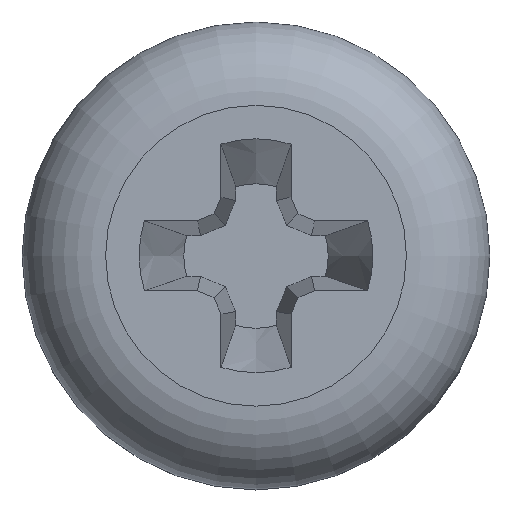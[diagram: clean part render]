
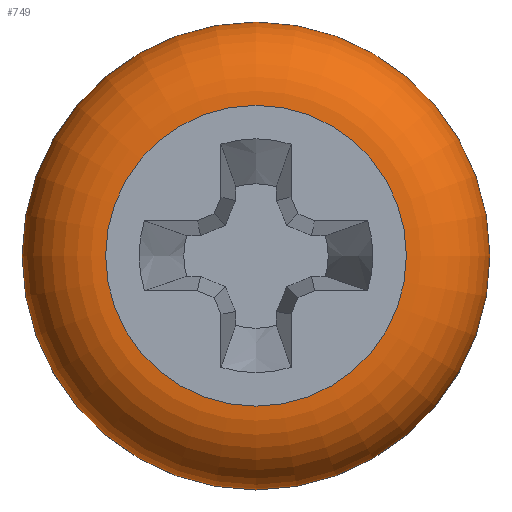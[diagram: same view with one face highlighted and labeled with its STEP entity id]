
A CAD part, top view. The second image highlights one B-rep face of the part: STEP entity #749.
In plain terms, the highlighted toroidal (fillet/blend) face has major radius 1.607 mm and minor radius 0.892 mm.
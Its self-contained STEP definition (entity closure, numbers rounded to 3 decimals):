
#42=TOROIDAL_SURFACE('',#817,1.608,0.893);
#61=FACE_OUTER_BOUND('',#102,.T.);
#102=EDGE_LOOP('',(#551,#552,#553,#554,#555,#556,#557));
#139=CIRCLE('',#818,2.5);
#140=CIRCLE('',#819,2.5);
#141=CIRCLE('',#820,0.893);
#142=CIRCLE('',#821,1.608);
#143=CIRCLE('',#822,1.608);
#144=CIRCLE('',#823,2.5);
#334=VERTEX_POINT('',#3069);
#335=VERTEX_POINT('',#3070);
#336=VERTEX_POINT('',#3072);
#337=VERTEX_POINT('',#3074);
#338=VERTEX_POINT('',#3076);
#424=EDGE_CURVE('',#334,#335,#139,.T.);
#425=EDGE_CURVE('',#336,#334,#140,.T.);
#426=EDGE_CURVE('',#336,#337,#141,.T.);
#427=EDGE_CURVE('',#337,#338,#142,.T.);
#428=EDGE_CURVE('',#338,#337,#143,.T.);
#429=EDGE_CURVE('',#335,#336,#144,.T.);
#551=ORIENTED_EDGE('',*,*,#424,.F.);
#552=ORIENTED_EDGE('',*,*,#425,.F.);
#553=ORIENTED_EDGE('',*,*,#426,.T.);
#554=ORIENTED_EDGE('',*,*,#427,.T.);
#555=ORIENTED_EDGE('',*,*,#428,.T.);
#556=ORIENTED_EDGE('',*,*,#426,.F.);
#557=ORIENTED_EDGE('',*,*,#429,.F.);
#749=ADVANCED_FACE('',(#61),#42,.T.);
#817=AXIS2_PLACEMENT_3D('',#3068,#909,#910);
#818=AXIS2_PLACEMENT_3D('',#3071,#911,#912);
#819=AXIS2_PLACEMENT_3D('',#3073,#913,#914);
#820=AXIS2_PLACEMENT_3D('',#3075,#915,#916);
#821=AXIS2_PLACEMENT_3D('',#3077,#917,#918);
#822=AXIS2_PLACEMENT_3D('',#3078,#919,#920);
#823=AXIS2_PLACEMENT_3D('',#3079,#921,#922);
#909=DIRECTION('center_axis',(0.,0.,-1.));
#910=DIRECTION('ref_axis',(0.,1.,0.));
#911=DIRECTION('center_axis',(0.,0.,-1.));
#912=DIRECTION('ref_axis',(0.,1.,0.));
#913=DIRECTION('center_axis',(0.,0.,-1.));
#914=DIRECTION('ref_axis',(0.,1.,0.));
#915=DIRECTION('center_axis',(-1.,0.,0.));
#916=DIRECTION('ref_axis',(0.,-1.,0.));
#917=DIRECTION('center_axis',(0.,0.,-1.));
#918=DIRECTION('ref_axis',(0.,1.,0.));
#919=DIRECTION('center_axis',(0.,0.,-1.));
#920=DIRECTION('ref_axis',(0.,1.,0.));
#921=DIRECTION('center_axis',(0.,0.,-1.));
#922=DIRECTION('ref_axis',(0.,1.,0.));
#3068=CARTESIAN_POINT('Origin',(0.,0.,1.208));
#3069=CARTESIAN_POINT('',(-2.5,0.,1.208));
#3070=CARTESIAN_POINT('',(2.5,0.,1.208));
#3071=CARTESIAN_POINT('Origin',(0.,0.,1.208));
#3072=CARTESIAN_POINT('',(0.,-2.5,1.208));
#3073=CARTESIAN_POINT('Origin',(0.,0.,1.208));
#3074=CARTESIAN_POINT('',(0.,-1.608,2.1));
#3075=CARTESIAN_POINT('Origin',(0.,-1.608,1.208));
#3076=CARTESIAN_POINT('',(0.,1.608,2.1));
#3077=CARTESIAN_POINT('Origin',(0.,0.,2.1));
#3078=CARTESIAN_POINT('Origin',(0.,0.,2.1));
#3079=CARTESIAN_POINT('Origin',(0.,0.,1.208));
